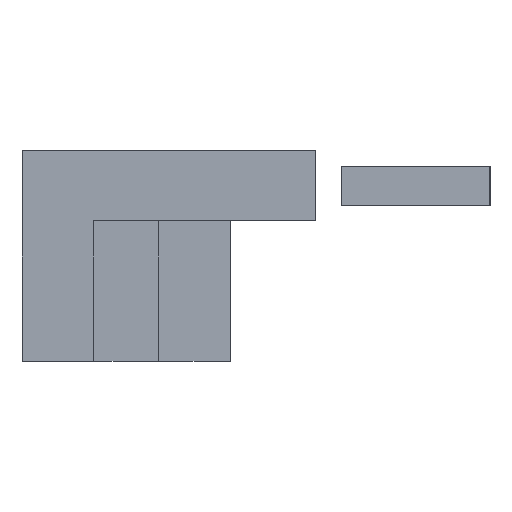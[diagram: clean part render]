
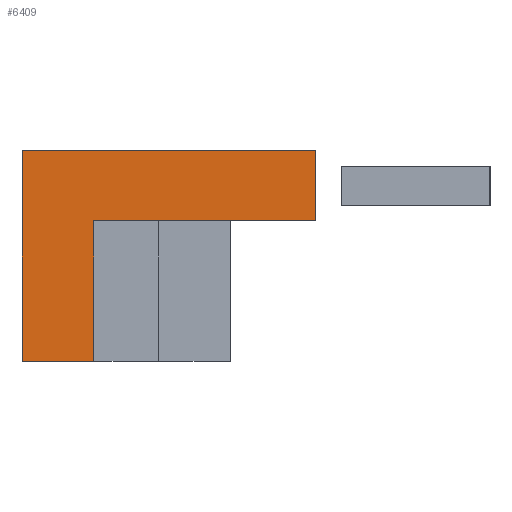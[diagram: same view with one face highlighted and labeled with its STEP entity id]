
A CAD part, left-side view. The second image highlights one B-rep face of the part: STEP entity #6409.
In plain terms, the highlighted planar face has unit normal (-1, 0, 0).
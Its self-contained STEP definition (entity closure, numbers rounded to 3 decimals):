
#6148=CARTESIAN_POINT('',(0.,0.,104.));
#6149=VERTEX_POINT('',#6148);
#6150=CARTESIAN_POINT('',(0.0,0.,95.8));
#6151=VERTEX_POINT('',#6150);
#6152=CARTESIAN_POINT('',(0.,0.,104.));
#6153=DIRECTION('',(0.0,0.0,-1.0));
#6154=VECTOR('',#6153,8.2);
#6155=LINE('',#6152,#6154);
#6156=EDGE_CURVE('',#6149,#6151,#6155,.T.);
#6188=CARTESIAN_POINT('',(0.,4.2,95.8));
#6189=VERTEX_POINT('',#6188);
#6190=CARTESIAN_POINT('',(0.,0.,95.8));
#6191=DIRECTION('',(0.0,1.0,0.0));
#6192=VECTOR('',#6191,4.2);
#6193=LINE('',#6190,#6192);
#6194=EDGE_CURVE('',#6151,#6189,#6193,.T.);
#6353=CARTESIAN_POINT('',(0.,-13.,108.1));
#6354=VERTEX_POINT('',#6353);
#6361=CARTESIAN_POINT('',(0.,-13.,104.));
#6362=VERTEX_POINT('',#6361);
#6363=CARTESIAN_POINT('',(0.,-13.,104.));
#6364=DIRECTION('',(0.0,0.0,1.0));
#6365=VECTOR('',#6364,4.1);
#6366=LINE('',#6363,#6365);
#6367=EDGE_CURVE('',#6362,#6354,#6366,.T.);
#6379=CARTESIAN_POINT('',(0.,-13.,104.));
#6380=DIRECTION('',(-1.0,0.0,0.0));
#6381=DIRECTION('',(0.0,0.0,1.0));
#6382=AXIS2_PLACEMENT_3D('',#6379,#6380,#6381);
#6383=PLANE('',#6382);
#6384=CARTESIAN_POINT('',(0.,4.2,108.1));
#6385=VERTEX_POINT('',#6384);
#6386=CARTESIAN_POINT('',(0.,-13.,108.1));
#6387=DIRECTION('',(0.0,1.0,0.0));
#6388=VECTOR('',#6387,17.2);
#6389=LINE('',#6386,#6388);
#6390=EDGE_CURVE('',#6354,#6385,#6389,.T.);
#6391=ORIENTED_EDGE('',*,*,#6390,.T.);
#6392=CARTESIAN_POINT('',(0.,4.2,95.8));
#6393=DIRECTION('',(0.0,0.0,1.0));
#6394=VECTOR('',#6393,12.3);
#6395=LINE('',#6392,#6394);
#6396=EDGE_CURVE('',#6189,#6385,#6395,.T.);
#6397=ORIENTED_EDGE('',*,*,#6396,.F.);
#6398=ORIENTED_EDGE('',*,*,#6194,.F.);
#6399=ORIENTED_EDGE('',*,*,#6156,.F.);
#6400=CARTESIAN_POINT('',(0.,0.,104.));
#6401=DIRECTION('',(0.0,-1.0,0.0));
#6402=VECTOR('',#6401,13.);
#6403=LINE('',#6400,#6402);
#6404=EDGE_CURVE('',#6149,#6362,#6403,.T.);
#6405=ORIENTED_EDGE('',*,*,#6404,.T.);
#6406=ORIENTED_EDGE('',*,*,#6367,.T.);
#6407=EDGE_LOOP('',(#6391,#6397,#6398,#6399,#6405,#6406));
#6408=FACE_OUTER_BOUND('',#6407,.T.);
#6409=ADVANCED_FACE('',(#6408),#6383,.T.);
